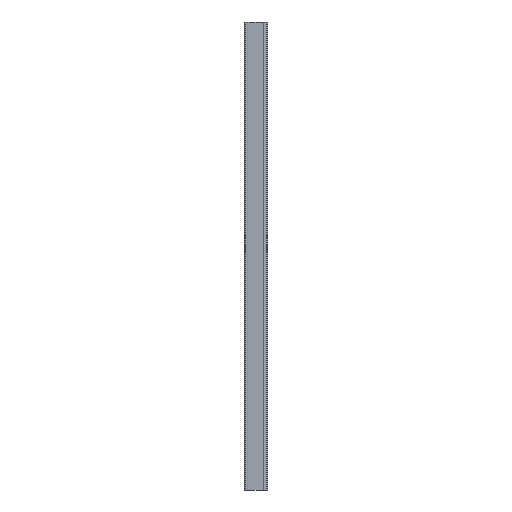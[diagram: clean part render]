
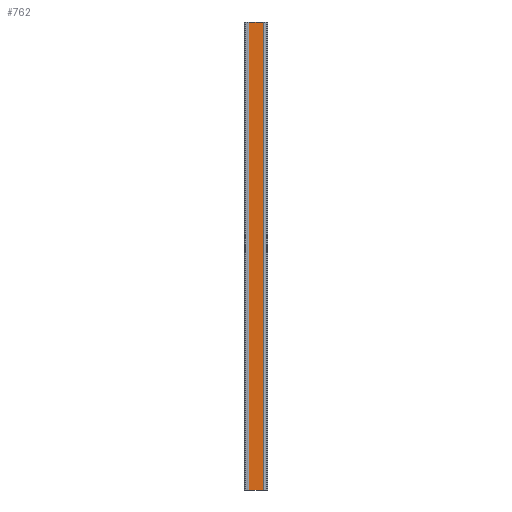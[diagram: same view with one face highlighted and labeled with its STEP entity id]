
A CAD part, front view. The second image highlights one B-rep face of the part: STEP entity #762.
In plain terms, the highlighted planar face has unit normal (0, -1, 0).
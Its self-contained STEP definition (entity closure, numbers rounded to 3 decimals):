
#57=FACE_OUTER_BOUND('',#95,.T.);
#95=EDGE_LOOP('',(#502,#503,#504,#505));
#150=LINE('',#1142,#234);
#151=LINE('',#1145,#235);
#152=LINE('',#1147,#236);
#153=LINE('',#1148,#237);
#234=VECTOR('',#918,10.);
#235=VECTOR('',#921,10.);
#236=VECTOR('',#922,10.);
#237=VECTOR('',#923,10.);
#312=VERTEX_POINT('',#1135);
#315=VERTEX_POINT('',#1140);
#316=VERTEX_POINT('',#1144);
#317=VERTEX_POINT('',#1146);
#390=EDGE_CURVE('',#315,#312,#150,.T.);
#391=EDGE_CURVE('',#315,#316,#151,.T.);
#392=EDGE_CURVE('',#316,#317,#152,.T.);
#393=EDGE_CURVE('',#317,#312,#153,.T.);
#502=ORIENTED_EDGE('',*,*,#390,.F.);
#503=ORIENTED_EDGE('',*,*,#391,.T.);
#504=ORIENTED_EDGE('',*,*,#392,.T.);
#505=ORIENTED_EDGE('',*,*,#393,.T.);
#697=PLANE('',#823);
#762=ADVANCED_FACE('',(#57),#697,.F.);
#823=AXIS2_PLACEMENT_3D('',#1143,#919,#920);
#918=DIRECTION('',(0.,0.,-1.));
#919=DIRECTION('center_axis',(0.,1.,0.));
#920=DIRECTION('ref_axis',(1.,0.,0.));
#921=DIRECTION('',(-1.,0.,0.));
#922=DIRECTION('',(0.,0.,-1.));
#923=DIRECTION('',(1.,0.,0.));
#1135=CARTESIAN_POINT('',(29.981,0.,-2000.));
#1140=CARTESIAN_POINT('',(29.981,0.,0.));
#1142=CARTESIAN_POINT('',(29.981,0.,0.));
#1143=CARTESIAN_POINT('Origin',(-29.567,0.,
0.));
#1144=CARTESIAN_POINT('',(-29.981,0.,0.));
#1145=CARTESIAN_POINT('',(29.567,0.,0.));
#1146=CARTESIAN_POINT('',(-29.981,0.,-2000.));
#1147=CARTESIAN_POINT('',(-29.981,0.,0.));
#1148=CARTESIAN_POINT('',(0.,0.,-2000.));
